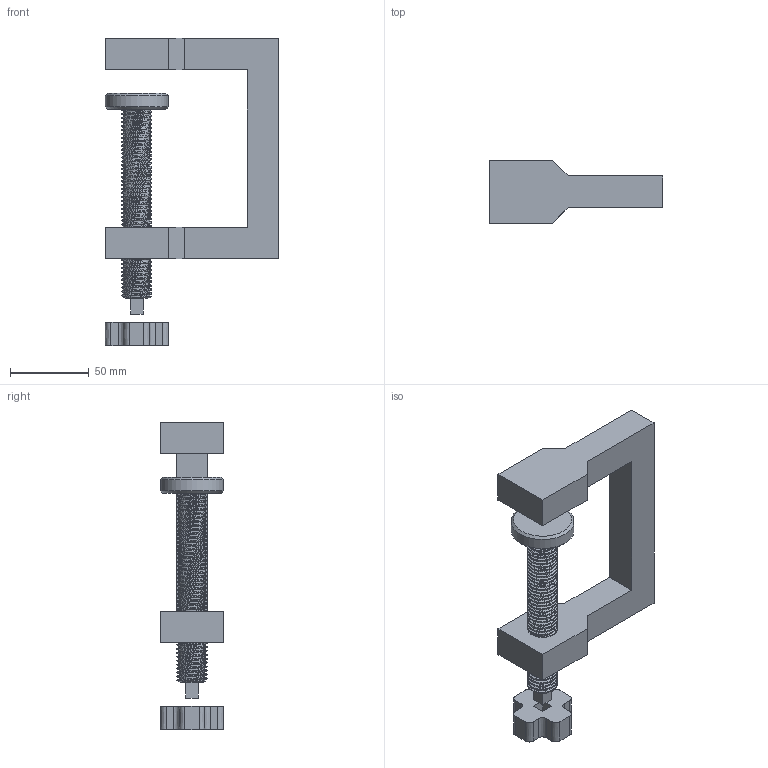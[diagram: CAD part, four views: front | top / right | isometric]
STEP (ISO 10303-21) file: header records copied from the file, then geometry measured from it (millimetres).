
FILE_DESCRIPTION(/* description */ (''),/* implementation_level */ '2;1');
FILE_NAME(/* name */ 'universal-opensource clamp v2.step',/* time_stamp */ '2024-06-30T18:15:17-04:00',/* author */ (''),/* organization */ (''),/* preprocessor_version */ 'ST-DEVELOPER v20',/* originating_system */ 'Autodesk Translation Framework v13.14.0.145',/* authorisation */ '');
FILE_SCHEMA (('AUTOMOTIVE_DESIGN { 1 0 10303 214 3 1 1 }'));
Length unit declared in the file: millimetre
Products named in the file (2): universal-opensource clamp; Clamp
Assembly tree (1 placements, depth 2):
  universal-opensource clamp
    Clamp
Bounding box: 110 x 40 x 195 mm (x, y, z)
Volume: 214804.6 mm3; surface area: 50816.3 mm2
Topology: 3 solids, 3 shells, 133 faces, 370 edges, 246 vertices
Faces by surface type: cylinder 68, plane 45, bspline 17, cone 3
Full cylindrical faces by diameter (mm): 16.938 x47, 17.519 x7, 20.293 x7, 40 x1
Entity records: 19825 total; most frequent: CARTESIAN_POINT 16781, ORIENTED_EDGE 740, DIRECTION 426, EDGE_CURVE 370, VERTEX_POINT 246, B_SPLINE_CURVE_WITH_KNOTS 194, LINE 164, VECTOR 164
